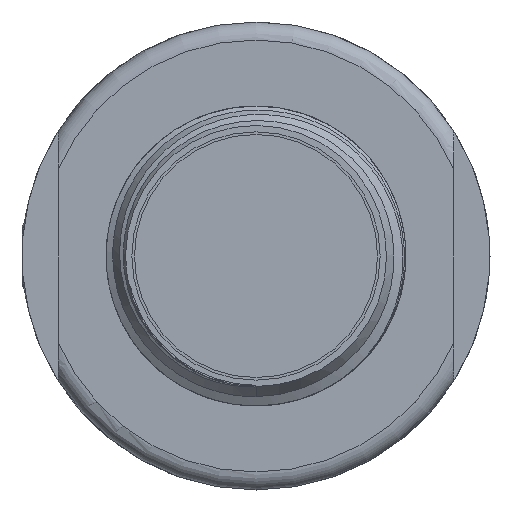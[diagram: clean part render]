
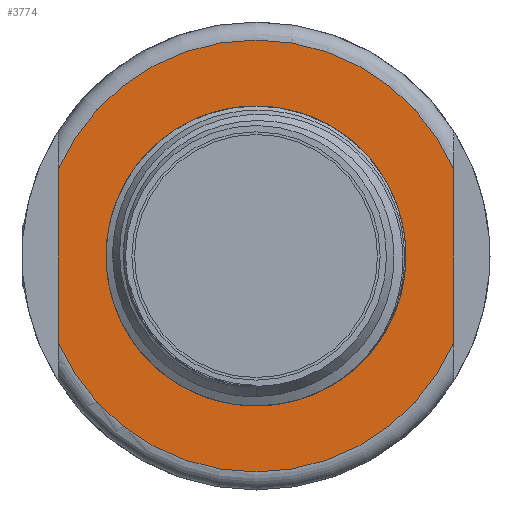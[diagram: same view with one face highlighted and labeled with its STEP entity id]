
A CAD part, left-side view. The second image highlights one B-rep face of the part: STEP entity #3774.
In plain terms, the highlighted planar face has unit normal (-1, 0, 0).
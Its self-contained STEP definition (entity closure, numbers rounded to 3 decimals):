
#142=PLANE('',#4304);
#192=FACE_BOUND('',#1226,.T.);
#498=LINE('',#15148,#645);
#499=LINE('',#15149,#646);
#645=VECTOR('',#5380,1000.);
#646=VECTOR('',#5381,1000.);
#975=FACE_OUTER_BOUND('',#1225,.T.);
#1225=EDGE_LOOP('',(#3489,#3490,#3491,#3492));
#1226=EDGE_LOOP('',(#3493,#3494));
#1458=CIRCLE('',#4245,7.25);
#1459=CIRCLE('',#4246,7.25);
#1492=CIRCLE('',#4298,12.);
#1494=CIRCLE('',#4303,12.);
#1849=VERTEX_POINT('',#14414);
#1850=VERTEX_POINT('',#14416);
#1901=VERTEX_POINT('',#15017);
#1902=VERTEX_POINT('',#15030);
#1904=VERTEX_POINT('',#15120);
#1905=VERTEX_POINT('',#15133);
#2363=EDGE_CURVE('',#1849,#1850,#1458,.T.);
#2364=EDGE_CURVE('',#1850,#1849,#1459,.T.);
#2436=EDGE_CURVE('',#1902,#1901,#1492,.T.);
#2443=EDGE_CURVE('',#1905,#1904,#1494,.T.);
#2445=EDGE_CURVE('',#1904,#1902,#498,.T.);
#2446=EDGE_CURVE('',#1905,#1901,#499,.T.);
#3489=ORIENTED_EDGE('',*,*,#2443,.T.);
#3490=ORIENTED_EDGE('',*,*,#2445,.T.);
#3491=ORIENTED_EDGE('',*,*,#2436,.T.);
#3492=ORIENTED_EDGE('',*,*,#2446,.F.);
#3493=ORIENTED_EDGE('',*,*,#2364,.F.);
#3494=ORIENTED_EDGE('',*,*,#2363,.F.);
#3774=ADVANCED_FACE('',(#975,#192),#142,.F.);
#4245=AXIS2_PLACEMENT_3D('',#14417,#5243,#5244);
#4246=AXIS2_PLACEMENT_3D('',#14418,#5245,#5246);
#4298=AXIS2_PLACEMENT_3D('',#15031,#5365,#5366);
#4303=AXIS2_PLACEMENT_3D('',#15134,#5376,#5377);
#4304=AXIS2_PLACEMENT_3D('',#15147,#5378,#5379);
#5243=DIRECTION('center_axis',(-1.,0.,0.));
#5244=DIRECTION('ref_axis',(0.,0.,-1.));
#5245=DIRECTION('center_axis',(-1.,0.,0.));
#5246=DIRECTION('ref_axis',(0.,0.,-1.));
#5365=DIRECTION('center_axis',(-1.,0.,0.));
#5366=DIRECTION('ref_axis',(0.,0.,-1.));
#5376=DIRECTION('center_axis',(-1.,0.,0.));
#5377=DIRECTION('ref_axis',(0.,0.,-1.));
#5378=DIRECTION('center_axis',(1.,0.,0.));
#5379=DIRECTION('ref_axis',(0.,0.,1.));
#5380=DIRECTION('',(0.,0.,-1.));
#5381=DIRECTION('',(0.,0.,-1.));
#14414=CARTESIAN_POINT('',(-9.802,0.,7.25));
#14416=CARTESIAN_POINT('',(-9.802,0.,-7.25));
#14417=CARTESIAN_POINT('Origin',(-9.802,0.,
0.));
#14418=CARTESIAN_POINT('Origin',(-9.802,0.,
0.));
#15017=CARTESIAN_POINT('',(-9.802,-11.,-4.796));
#15030=CARTESIAN_POINT('',(-9.802,11.,-4.796));
#15031=CARTESIAN_POINT('Origin',(-9.802,0.,
0.));
#15120=CARTESIAN_POINT('',(-9.802,11.,4.796));
#15133=CARTESIAN_POINT('',(-9.802,-11.,4.796));
#15134=CARTESIAN_POINT('Origin',(-9.802,0.,
0.));
#15147=CARTESIAN_POINT('Origin',(-9.802,-7.25,0.));
#15148=CARTESIAN_POINT('',(-9.802,11.,10.));
#15149=CARTESIAN_POINT('',(-9.802,-11.,10.));
